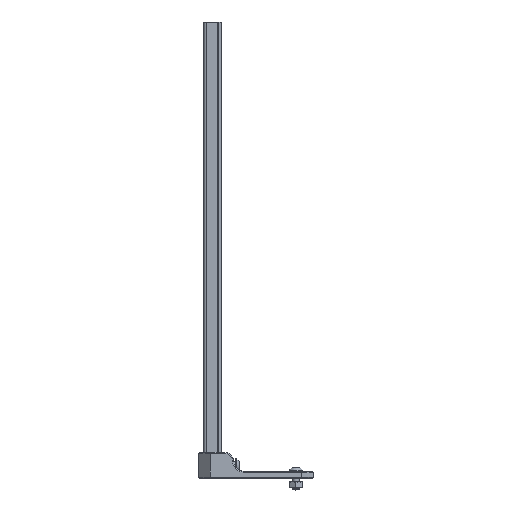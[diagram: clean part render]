
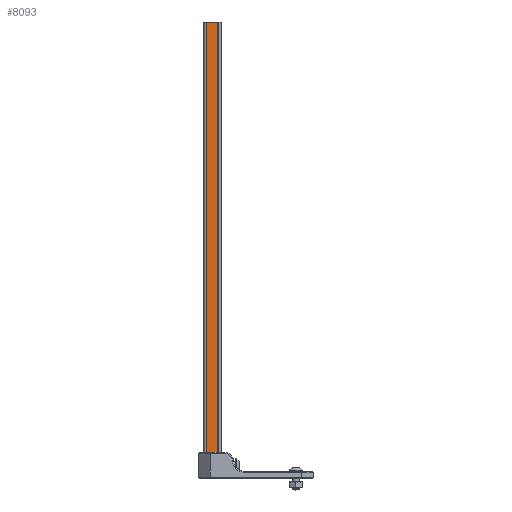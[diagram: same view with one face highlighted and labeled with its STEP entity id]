
A CAD part, top view. The second image highlights one B-rep face of the part: STEP entity #8093.
In plain terms, the highlighted face is planar.
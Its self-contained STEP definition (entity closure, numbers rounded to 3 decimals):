
#1252=FACE_OUTER_BOUND('',#1756,.T.);
#1756=EDGE_LOOP('',(#6950,#6951,#6952,#6953));
#2410=LINE('',#18604,#3069);
#2419=LINE('',#18628,#3078);
#2423=LINE('',#18638,#3082);
#2424=LINE('',#18639,#3083);
#3069=VECTOR('',#10491,10.);
#3078=VECTOR('',#10510,10.);
#3082=VECTOR('',#10520,10.);
#3083=VECTOR('',#10521,10.);
#3772=VERTEX_POINT('',#18601);
#3773=VERTEX_POINT('',#18603);
#3783=VERTEX_POINT('',#18627);
#3786=VERTEX_POINT('',#18637);
#4848=EDGE_CURVE('',#3773,#3772,#2410,.T.);
#4860=EDGE_CURVE('',#3783,#3773,#2419,.T.);
#4865=EDGE_CURVE('',#3786,#3772,#2423,.T.);
#4866=EDGE_CURVE('',#3783,#3786,#2424,.T.);
#6950=ORIENTED_EDGE('',*,*,#4848,.T.);
#6951=ORIENTED_EDGE('',*,*,#4865,.F.);
#6952=ORIENTED_EDGE('',*,*,#4866,.F.);
#6953=ORIENTED_EDGE('',*,*,#4860,.T.);
#7672=PLANE('',#8782);
#8093=ADVANCED_FACE('',(#1252),#7672,.F.);
#8782=AXIS2_PLACEMENT_3D('',#18636,#10518,#10519);
#10491=DIRECTION('',(-1.,0.,0.));
#10510=DIRECTION('',(0.,0.,-1.));
#10518=DIRECTION('center_axis',(0.,-1.,0.));
#10519=DIRECTION('ref_axis',(1.,0.,0.));
#10520=DIRECTION('',(0.,0.,-1.));
#10521=DIRECTION('',(-1.,0.,0.));
#18601=CARTESIAN_POINT('',(4.25,-16.,323.6));
#18603=CARTESIAN_POINT('',(9.25,-16.,323.6));
#18604=CARTESIAN_POINT('',(8.125,-16.,323.6));
#18627=CARTESIAN_POINT('',(9.25,-16.,518.6));
#18628=CARTESIAN_POINT('',(9.25,-16.,312.6));
#18636=CARTESIAN_POINT('Origin',(9.25,-16.,513.4));
#18637=CARTESIAN_POINT('',(4.25,-16.,518.6));
#18638=CARTESIAN_POINT('',(4.25,-16.,312.6));
#18639=CARTESIAN_POINT('',(9.25,-16.,518.6));
